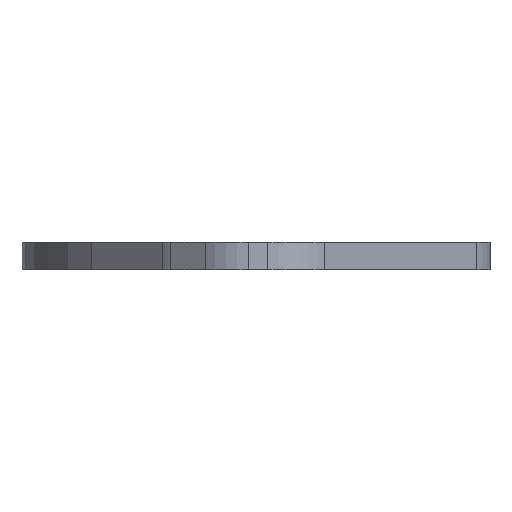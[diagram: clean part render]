
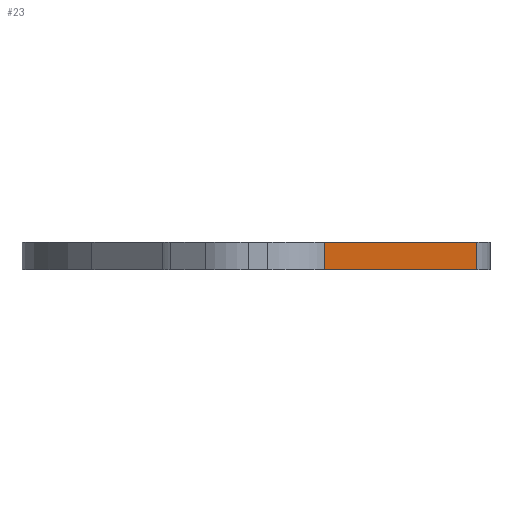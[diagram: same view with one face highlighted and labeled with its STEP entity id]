
A CAD part, left-side view. The second image highlights one B-rep face of the part: STEP entity #23.
In plain terms, the highlighted planar face has unit normal (-0.584, -0.812, 0).
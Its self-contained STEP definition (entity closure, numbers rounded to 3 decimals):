
#1 = EDGE_CURVE ( 'NONE', #911, #149, #1866, .T. ) ;
#22 = VECTOR ( 'NONE', #391, 1000. ) ;
#23 = ADVANCED_FACE ( 'NONE', ( #1720 ), #1491, .F. ) ;
#107 = CARTESIAN_POINT ( 'NONE',  ( -16.451, -15.819, 2. ) ) ;
#111 = ORIENTED_EDGE ( 'NONE', *, *, #835, .F. ) ;
#149 = VERTEX_POINT ( 'NONE', #1348 ) ;
#206 = ORIENTED_EDGE ( 'NONE', *, *, #1301, .T. ) ;
#340 = LINE ( 'NONE', #620, #1523 ) ;
#349 = DIRECTION ( 'NONE',  ( 0.584, 0.812, 0. ) ) ;
#391 = DIRECTION ( 'NONE',  ( 0., 0., -1. ) ) ;
#457 = ORIENTED_EDGE ( 'NONE', *, *, #1325, .F. ) ;
#599 = DIRECTION ( 'NONE',  ( 0.812, -0.584, 0. ) ) ;
#618 = CARTESIAN_POINT ( 'NONE',  ( -31.641, -4.887, 0. ) ) ;
#620 = CARTESIAN_POINT ( 'NONE',  ( -31.641, -4.887, 2. ) ) ;
#803 = VERTEX_POINT ( 'NONE', #1995 ) ;
#835 = EDGE_CURVE ( 'NONE', #1875, #149, #1060, .T. ) ;
#875 = EDGE_LOOP ( 'NONE', ( #1448, #111, #457, #206 ) ) ;
#911 = VERTEX_POINT ( 'NONE', #618 ) ;
#990 = DIRECTION ( 'NONE',  ( -0.812, 0.584, 0. ) ) ;
#1060 = LINE ( 'NONE', #107, #22 ) ;
#1301 = EDGE_CURVE ( 'NONE', #803, #911, #340, .T. ) ;
#1325 = EDGE_CURVE ( 'NONE', #803, #1875, #1370, .T. ) ;
#1348 = CARTESIAN_POINT ( 'NONE',  ( -16.451, -15.819, 0. ) ) ;
#1355 = VECTOR ( 'NONE', #599, 1000. ) ;
#1368 = VECTOR ( 'NONE', #1574, 1000. ) ;
#1370 = LINE ( 'NONE', #1870, #1368 ) ;
#1408 = DIRECTION ( 'NONE',  ( 0., 0., -1. ) ) ;
#1432 = AXIS2_PLACEMENT_3D ( 'NONE', #1637, #349, #990 ) ;
#1448 = ORIENTED_EDGE ( 'NONE', *, *, #1, .T. ) ;
#1491 = PLANE ( 'NONE',  #1432 ) ;
#1523 = VECTOR ( 'NONE', #1408, 1000. ) ;
#1574 = DIRECTION ( 'NONE',  ( 0.812, -0.584, 0. ) ) ;
#1576 = CARTESIAN_POINT ( 'NONE',  ( -13.114, -18.221, 0. ) ) ;
#1637 = CARTESIAN_POINT ( 'NONE',  ( -13.114, -18.221, 2. ) ) ;
#1720 = FACE_OUTER_BOUND ( 'NONE', #875, .T. ) ;
#1735 = CARTESIAN_POINT ( 'NONE',  ( -16.451, -15.819, 2. ) ) ;
#1866 = LINE ( 'NONE', #1576, #1355 ) ;
#1870 = CARTESIAN_POINT ( 'NONE',  ( -13.114, -18.221, 2. ) ) ;
#1875 = VERTEX_POINT ( 'NONE', #1735 ) ;
#1995 = CARTESIAN_POINT ( 'NONE',  ( -31.641, -4.887, 2. ) ) ;
